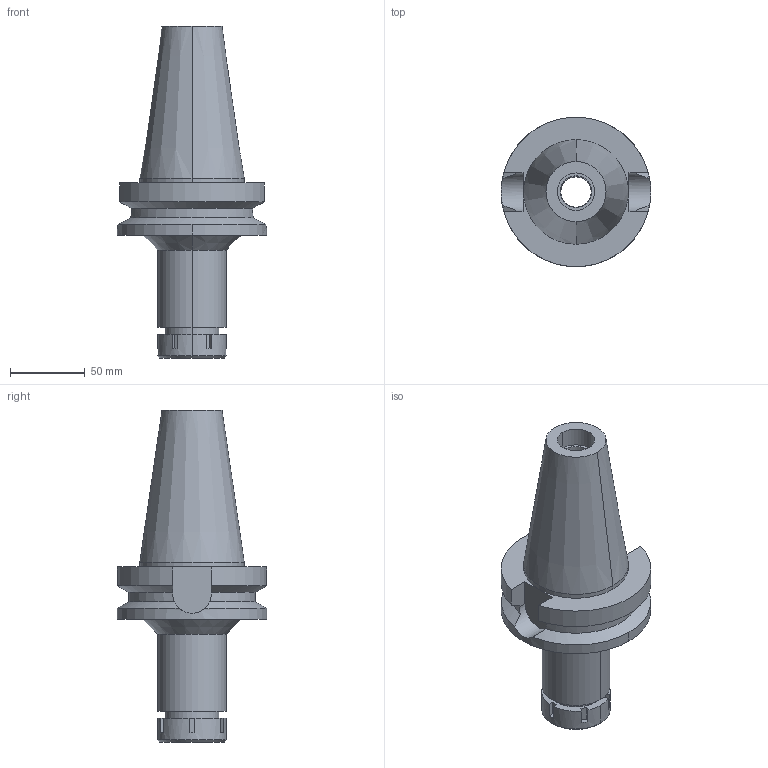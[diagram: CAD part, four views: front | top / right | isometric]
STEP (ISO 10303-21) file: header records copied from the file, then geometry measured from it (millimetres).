
FILE_DESCRIPTION (( 'STEP AP203' ), '1' );
FILE_NAME ('BT50-NBS20-120.stp', '2019-09-13T15:21:43', ( '' ), ( '' ), 'SwSTEP 2.0', 'SolidWorks 2019', '' );
FILE_SCHEMA (( 'CONFIG_CONTROL_DESIGN' ));
Length unit declared in the file: millimetre
Products named in the file (7): BT50NB20120-200_ASM.stp; NBN20_1.stp; BT50-NBS20-120-FreeParts; BT50-NBS20-120_1.stp; DXF_TEMP_ASSY_ASM_4_ASM.stp; BT50-NBS20-120; BT50-NBS20-120.stp
Assembly tree (5 placements, depth 5):
  BT50-NBS20-120-FreeParts
  BT50-NBS20-120
    BT50-NBS20-120.stp
      BT50NB20120-200_ASM.stp
        DXF_TEMP_ASSY_ASM_4_ASM.stp
          BT50-NBS20-120_1.stp
          NBN20_1.stp
Bounding box: 100 x 100 x 221.8 mm (x, y, z)
Volume: 547032.9 mm3; surface area: 75089 mm2
Topology: 2 solids, 2 shells, 93 faces, 227 edges, 149 vertices
Faces by surface type: plane 45, cylinder 34, cone 14
Entity records: 3655 total; most frequent: CARTESIAN_POINT 682, DIRECTION 512, ORIENTED_EDGE 454, EDGE_CURVE 227, AXIS2_PLACEMENT_3D 196, VERTEX_POINT 149, VECTOR 120, LINE 120
